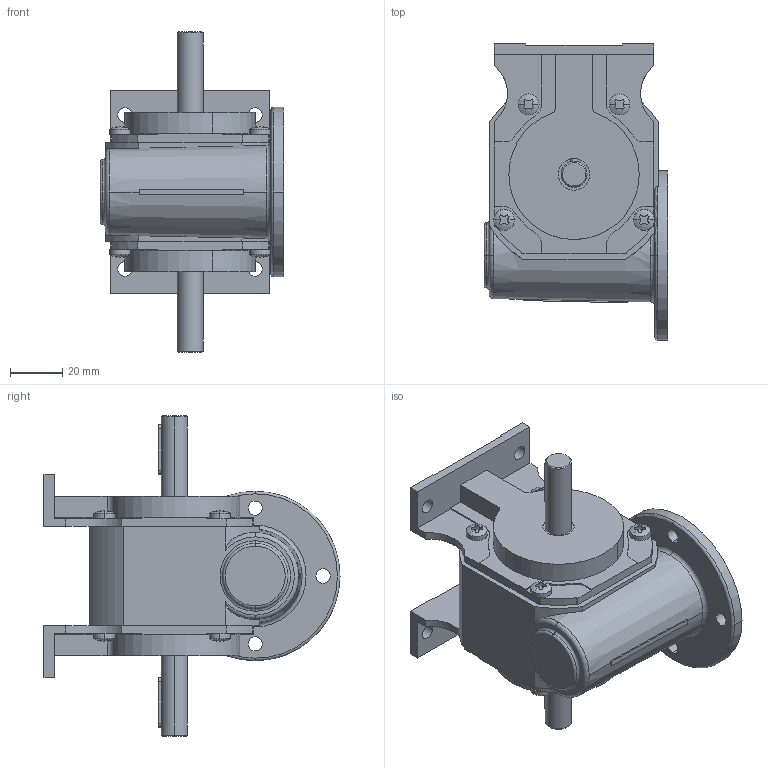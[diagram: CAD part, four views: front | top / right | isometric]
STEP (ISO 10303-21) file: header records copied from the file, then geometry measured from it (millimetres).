
FILE_DESCRIPTION( ( '' ), '1' );
FILE_NAME( 've31_f_b_2_2260840__i_5_i__standard__2_14a.stp', '2010-11-03T12:17:23', ( '' ), ( '' ), ' ', ' ', ' ' );
FILE_SCHEMA( ( 'automotive_design' ) );
Length unit declared in the file: millimetre
Products named in the file (1): 1
Bounding box: 70.5 x 113.5 x 123 mm (x, y, z)
Volume: 271027.3 mm3; surface area: 41185.1 mm2
Topology: 1 solids, 1 shells, 306 faces, 834 edges, 545 vertices
Faces by surface type: plane 139, cylinder 130, sphere 16, torus 13, cone 8
Entity records: 20157 total; most frequent: CARTESIAN_POINT 2836, DIRECTION 1716, STYLED_ITEM 1686, PRESENTATION_STYLE_ASSIGNMENT 1686, COLOUR_RGB 1686, ORIENTED_EDGE 1668, EDGE_CURVE 834, CURVE_STYLE 834
